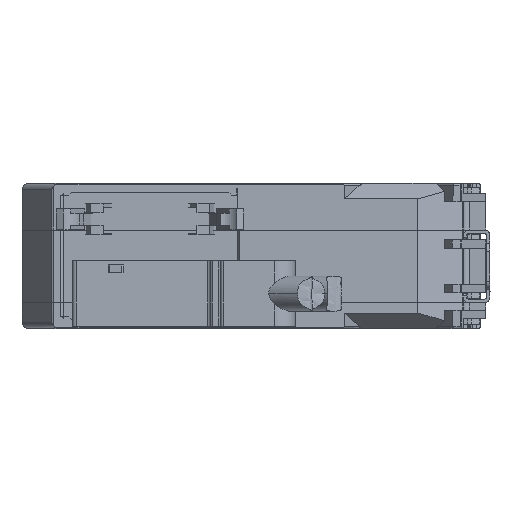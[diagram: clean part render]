
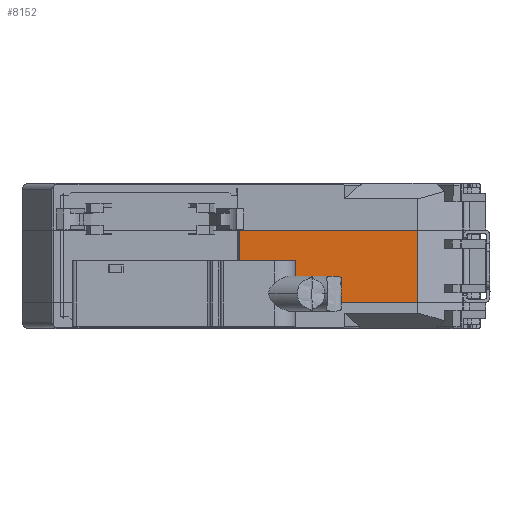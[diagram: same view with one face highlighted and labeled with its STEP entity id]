
A CAD part, left-side view. The second image highlights one B-rep face of the part: STEP entity #8152.
In plain terms, the highlighted planar face has unit normal (-1, 0, 0).
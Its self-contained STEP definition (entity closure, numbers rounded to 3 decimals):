
#8090 = VERTEX_POINT ( 'NONE', #16196 ) ;
#8092 = EDGE_CURVE ( 'NONE', #8090, #8093, #16181, .T. ) ;
#8093 = VERTEX_POINT ( 'NONE', #16182 ) ;
#8132 = EDGE_CURVE ( 'NONE', #8090, #8143, #16214, .T. ) ;
#8142 = VERTEX_POINT ( 'NONE', #16233 ) ;
#8143 = VERTEX_POINT ( 'NONE', #16232 ) ;
#8144 = ORIENTED_EDGE ( 'NONE', *, *, #8145, .T. ) ;
#8145 = EDGE_CURVE ( 'NONE', #8142, #8093, #16231, .T. ) ;
#8146 = ORIENTED_EDGE ( 'NONE', *, *, #8092, .F. ) ;
#8147 = ORIENTED_EDGE ( 'NONE', *, *, #8132, .T. ) ;
#8152 = ADVANCED_FACE ( 'NONE', ( #16408 ), #16347, .T. ) ;
#8153 = EDGE_LOOP ( 'NONE', ( #8154, #8144, #8146, #8147 ) ) ;
#8154 = ORIENTED_EDGE ( 'NONE', *, *, #8155, .F. ) ;
#8155 = EDGE_CURVE ( 'NONE', #8142, #8143, #16346, .T. ) ;
#16167 = DIRECTION ( 'NONE',  ( 0., 0., -1. ) ) ;
#16181 = LINE ( 'NONE', #16198, #16197 ) ;
#16182 = CARTESIAN_POINT ( 'NONE',  ( -49.5, 41.8, -2.5 ) ) ;
#16196 = CARTESIAN_POINT ( 'NONE',  ( -49.5, 41.8, 15.1 ) ) ;
#16197 = VECTOR ( 'NONE', #16167, 1000. ) ;
#16198 = CARTESIAN_POINT ( 'NONE',  ( -49.5, 41.8, 163.973 ) ) ;
#16211 = DIRECTION ( 'NONE',  ( 0., 1., 0. ) ) ;
#16212 = VECTOR ( 'NONE', #16211, 1000. ) ;
#16213 = CARTESIAN_POINT ( 'NONE',  ( -49.5, 86.933, 15.1 ) ) ;
#16214 = LINE ( 'NONE', #16213, #16212 ) ;
#16228 = DIRECTION ( 'NONE',  ( 0., -1., 0. ) ) ;
#16229 = VECTOR ( 'NONE', #16228, 1000. ) ;
#16230 = CARTESIAN_POINT ( 'NONE',  ( -49.5, 86.933, -2.5 ) ) ;
#16231 = LINE ( 'NONE', #16230, #16229 ) ;
#16232 = CARTESIAN_POINT ( 'NONE',  ( -49.5, 85.109, 15.1 ) ) ;
#16233 = CARTESIAN_POINT ( 'NONE',  ( -49.5, 85.109, -2.5 ) ) ;
#16288 = DIRECTION ( 'NONE',  ( 0., 0., 1. ) ) ;
#16289 = VECTOR ( 'NONE', #16288, 1000. ) ;
#16345 = CARTESIAN_POINT ( 'NONE',  ( -49.5, 85.109, 15.1 ) ) ;
#16346 = LINE ( 'NONE', #16345, #16289 ) ;
#16347 = PLANE ( 'NONE',  #16348 ) ;
#16348 = AXIS2_PLACEMENT_3D ( 'NONE', #16411, #16410, #16409 ) ;
#16408 = FACE_OUTER_BOUND ( 'NONE', #8153, .T. ) ;
#16409 = DIRECTION ( 'NONE',  ( 0., 0., 1. ) ) ;
#16410 = DIRECTION ( 'NONE',  ( -1., 0., 0. ) ) ;
#16411 = CARTESIAN_POINT ( 'NONE',  ( -49.5, 86.933, -2.5 ) ) ;
